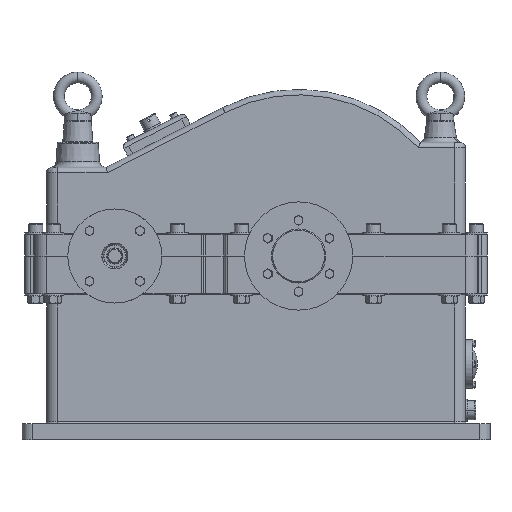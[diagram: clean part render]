
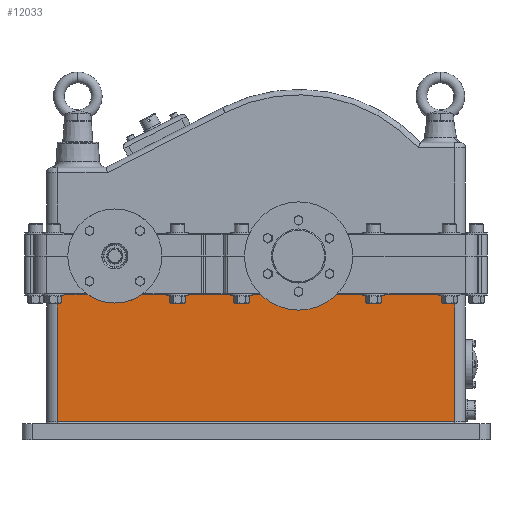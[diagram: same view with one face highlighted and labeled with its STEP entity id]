
A CAD part, front view. The second image highlights one B-rep face of the part: STEP entity #12033.
In plain terms, the highlighted planar face has unit normal (0, -1, 0).
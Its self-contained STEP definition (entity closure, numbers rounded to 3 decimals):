
#9205=DIRECTION('',(1.,0.,0.));
#9206=VECTOR('',#9205,119.732);
#9207=CARTESIAN_POINT('',(104.298,-44.99,-36.));
#9208=LINE('',#9207,#9206);
#9209=DIRECTION('',(0.,0.,-1.));
#9210=VECTOR('',#9209,117.);
#9211=CARTESIAN_POINT('',(224.03,-44.99,-36.));
#9212=LINE('',#9211,#9210);
#9213=DIRECTION('',(-1.,0.,0.));
#9214=VECTOR('',#9213,367.05);
#9215=CARTESIAN_POINT('',(224.03,-44.99,-153.));
#9216=LINE('',#9215,#9214);
#9217=DIRECTION('',(0.,0.,-1.));
#9218=VECTOR('',#9217,117.);
#9219=CARTESIAN_POINT('',(-143.02,-44.99,-36.));
#9220=LINE('',#9219,#9218);
#9221=DIRECTION('',(1.,0.,0.));
#9222=VECTOR('',#9221,28.607);
#9223=CARTESIAN_POINT('',(-143.02,-44.99,-36.));
#9224=LINE('',#9223,#9222);
#9225=DIRECTION('',(1.,0.,0.));
#9226=VECTOR('',#9225,121.039);
#9227=CARTESIAN_POINT('',(-65.577,-44.99,-36.));
#9228=LINE('',#9227,#9226);
#9554=CARTESIAN_POINT('',(-89.995,-44.99,0.));
#9555=DIRECTION('',(0.,1.,0.));
#9556=DIRECTION('',(0.561,0.,-0.828));
#9557=AXIS2_PLACEMENT_3D('',#9554,#9555,#9556);
#9580=CARTESIAN_POINT('',(79.88,-44.99,0.));
#9581=DIRECTION('',(0.,1.,0.));
#9582=DIRECTION('',(0.561,0.,-0.828));
#9583=AXIS2_PLACEMENT_3D('',#9580,#9581,#9582);
#10705=CARTESIAN_POINT('',(224.03,-44.99,-153.));
#10706=VERTEX_POINT('',#10705);
#10709=CARTESIAN_POINT('',(-143.02,-44.99,-153.));
#10710=VERTEX_POINT('',#10709);
#10781=CARTESIAN_POINT('',(224.03,-44.99,-36.));
#10782=VERTEX_POINT('',#10781);
#10787=CARTESIAN_POINT('',(104.298,-44.99,-36.));
#10788=VERTEX_POINT('',#10787);
#10789=CARTESIAN_POINT('',(-65.577,-44.99,-36.));
#10790=CARTESIAN_POINT('',(55.462,-44.99,-36.));
#10791=VERTEX_POINT('',#10789);
#10792=VERTEX_POINT('',#10790);
#10813=CARTESIAN_POINT('',(-143.02,-44.99,-36.));
#10814=VERTEX_POINT('',#10813);
#10817=CARTESIAN_POINT('',(-114.413,-44.99,-36.));
#10818=VERTEX_POINT('',#10817);
#12012=CARTESIAN_POINT('',(-153.02,-44.99,0.));
#12013=DIRECTION('',(0.,-1.,0.));
#12014=DIRECTION('',(1.,0.,0.));
#12015=AXIS2_PLACEMENT_3D('',#12012,#12013,#12014);
#12016=PLANE('',#12015);
#12018=ORIENTED_EDGE('',*,*,#12017,.T.);
#12020=ORIENTED_EDGE('',*,*,#12019,.T.);
#12022=ORIENTED_EDGE('',*,*,#12021,.T.);
#12023=ORIENTED_EDGE('',*,*,#11977,.F.);
#12024=ORIENTED_EDGE('',*,*,#12003,.T.);
#12026=ORIENTED_EDGE('',*,*,#12025,.F.);
#12028=ORIENTED_EDGE('',*,*,#12027,.T.);
#12030=ORIENTED_EDGE('',*,*,#12029,.F.);
#12031=EDGE_LOOP('',(#12018,#12020,#12022,#12023,#12024,#12026,#12028,#12030));
#12032=FACE_OUTER_BOUND('',#12031,.F.);
#12033=ADVANCED_FACE('',(#12032),#12016,.T.);
#9558=CIRCLE('',#9557,43.5);
#9584=CIRCLE('',#9583,43.5);
#11977=EDGE_CURVE('',#10814,#10710,#9220,.T.);
#12003=EDGE_CURVE('',#10814,#10818,#9224,.T.);
#12017=EDGE_CURVE('',#10788,#10782,#9208,.T.);
#12019=EDGE_CURVE('',#10782,#10706,#9212,.T.);
#12021=EDGE_CURVE('',#10706,#10710,#9216,.T.);
#12025=EDGE_CURVE('',#10791,#10818,#9558,.T.);
#12027=EDGE_CURVE('',#10791,#10792,#9228,.T.);
#12029=EDGE_CURVE('',#10788,#10792,#9584,.T.);
